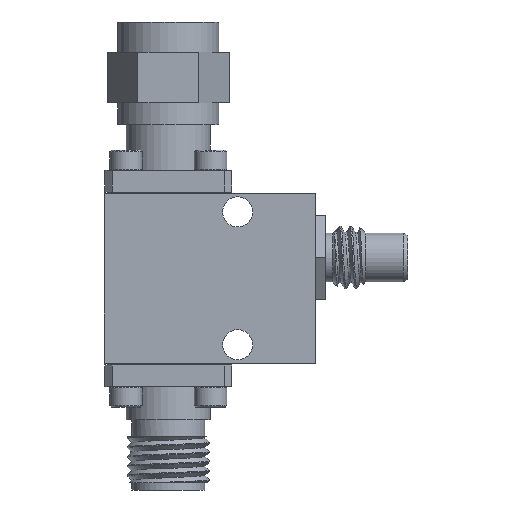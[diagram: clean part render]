
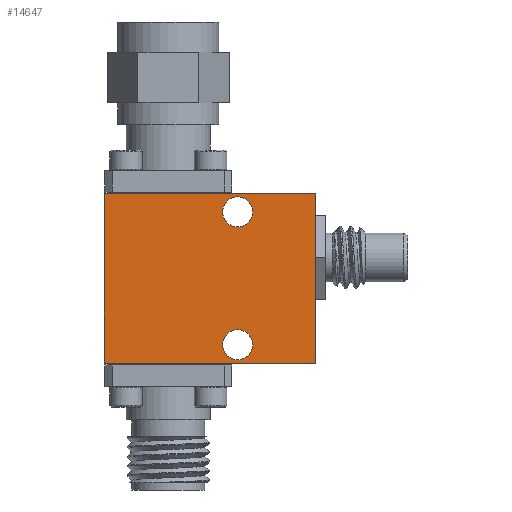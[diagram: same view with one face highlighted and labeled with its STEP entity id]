
A CAD part, front view. The second image highlights one B-rep face of the part: STEP entity #14647.
In plain terms, the highlighted planar face has unit normal (0, -1, 0).
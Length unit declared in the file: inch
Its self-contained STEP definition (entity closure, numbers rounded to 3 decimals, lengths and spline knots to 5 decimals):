
#168 = CARTESIAN_POINT ( 'NONE',  ( -0.03335, 0.12174, 0.41963 ) ) ;
#583 = CARTESIAN_POINT ( 'NONE',  ( -0.03335, 0.12174, 0.67113 ) ) ;
#756 = LINE ( 'NONE', #19420, #26640 ) ;
#1117 = LINE ( 'NONE', #14765, #21843 ) ;
#2039 = DIRECTION ( 'NONE',  ( 1., 0., 0. ) ) ;
#2239 = ORIENTED_EDGE ( 'NONE', *, *, #22741, .T. ) ;
#2427 = CARTESIAN_POINT ( 'NONE',  ( -0.22335, 0.12174, 0.41963 ) ) ;
#2837 = AXIS2_PLACEMENT_3D ( 'NONE', #17801, #9324, #9025 ) ;
#3124 = EDGE_CURVE ( 'NONE', #18276, #8241, #15649, .T. ) ;
#3344 = AXIS2_PLACEMENT_3D ( 'NONE', #583, #7256, #26233 ) ;
#4299 = EDGE_LOOP ( 'NONE', ( #25548 ) ) ;
#4720 = VERTEX_POINT ( 'NONE', #6923 ) ;
#4903 = VECTOR ( 'NONE', #26126, 39.37008 ) ;
#5094 = PLANE ( 'NONE',  #3344 ) ;
#5428 = VERTEX_POINT ( 'NONE', #17000 ) ;
#5478 = EDGE_CURVE ( 'NONE', #8241, #9487, #756, .T. ) ;
#5964 = CIRCLE ( 'NONE', #2837, 0.0445 ) ;
#6923 = CARTESIAN_POINT ( 'NONE',  ( 0.17165, 0.12174, 0.91213 ) ) ;
#7256 = DIRECTION ( 'NONE',  ( 0., -1., 0. ) ) ;
#8241 = VERTEX_POINT ( 'NONE', #12999 ) ;
#8313 = VERTEX_POINT ( 'NONE', #22025 ) ;
#9025 = DIRECTION ( 'NONE',  ( 0., 0., 1. ) ) ;
#9324 = DIRECTION ( 'NONE',  ( 0., 1., 0. ) ) ;
#9449 = EDGE_CURVE ( 'NONE', #5428, #5428, #5964, .T. ) ;
#9487 = VERTEX_POINT ( 'NONE', #16273 ) ;
#9654 = CARTESIAN_POINT ( 'NONE',  ( 0.17165, 0.12174, 0.86763 ) ) ;
#10653 = DIRECTION ( 'NONE',  ( 0., 0., 1. ) ) ;
#12190 = DIRECTION ( 'NONE',  ( 0., 0., 1. ) ) ;
#12366 = DIRECTION ( 'NONE',  ( 0., 1., 0. ) ) ;
#12999 = CARTESIAN_POINT ( 'NONE',  ( 0.40165, 0.12174, 0.41963 ) ) ;
#14548 = EDGE_CURVE ( 'NONE', #8313, #18276, #14659, .T. ) ;
#14647 = ADVANCED_FACE ( 'NONE', ( #21382, #21069, #17034 ), #5094, .T. ) ;
#14659 = LINE ( 'NONE', #23984, #4903 ) ;
#14765 = CARTESIAN_POINT ( 'NONE',  ( -0.03335, 0.12174, 0.92263 ) ) ;
#15649 = LINE ( 'NONE', #168, #17702 ) ;
#16114 = ORIENTED_EDGE ( 'NONE', *, *, #5478, .T. ) ;
#16273 = CARTESIAN_POINT ( 'NONE',  ( 0.40165, 0.12174, 0.92263 ) ) ;
#17000 = CARTESIAN_POINT ( 'NONE',  ( 0.17165, 0.12174, 0.51913 ) ) ;
#17034 = FACE_BOUND ( 'NONE', #27334, .T. ) ;
#17702 = VECTOR ( 'NONE', #2039, 39.37008 ) ;
#17801 = CARTESIAN_POINT ( 'NONE',  ( 0.17165, 0.12174, 0.47463 ) ) ;
#18276 = VERTEX_POINT ( 'NONE', #2427 ) ;
#18400 = ORIENTED_EDGE ( 'NONE', *, *, #19138, .T. ) ;
#18746 = CIRCLE ( 'NONE', #19612, 0.0445 ) ;
#19138 = EDGE_CURVE ( 'NONE', #9487, #8313, #1117, .T. ) ;
#19420 = CARTESIAN_POINT ( 'NONE',  ( 0.40165, 0.12174, 0.67113 ) ) ;
#19612 = AXIS2_PLACEMENT_3D ( 'NONE', #9654, #12366, #12190 ) ;
#21069 = FACE_BOUND ( 'NONE', #4299, .T. ) ;
#21382 = FACE_OUTER_BOUND ( 'NONE', #25826, .T. ) ;
#21843 = VECTOR ( 'NONE', #23410, 39.37008 ) ;
#22025 = CARTESIAN_POINT ( 'NONE',  ( -0.22335, 0.12174, 0.92263 ) ) ;
#22741 = EDGE_CURVE ( 'NONE', #4720, #4720, #18746, .T. ) ;
#23410 = DIRECTION ( 'NONE',  ( -1., 0., 0. ) ) ;
#23984 = CARTESIAN_POINT ( 'NONE',  ( -0.22335, 0.12174, 0.67113 ) ) ;
#23999 = ORIENTED_EDGE ( 'NONE', *, *, #3124, .T. ) ;
#25012 = ORIENTED_EDGE ( 'NONE', *, *, #14548, .T. ) ;
#25548 = ORIENTED_EDGE ( 'NONE', *, *, #9449, .T. ) ;
#25826 = EDGE_LOOP ( 'NONE', ( #25012, #23999, #16114, #18400 ) ) ;
#26126 = DIRECTION ( 'NONE',  ( 0., 0., -1. ) ) ;
#26233 = DIRECTION ( 'NONE',  ( 0., 0., -1. ) ) ;
#26640 = VECTOR ( 'NONE', #10653, 39.37008 ) ;
#27334 = EDGE_LOOP ( 'NONE', ( #2239 ) ) ;
